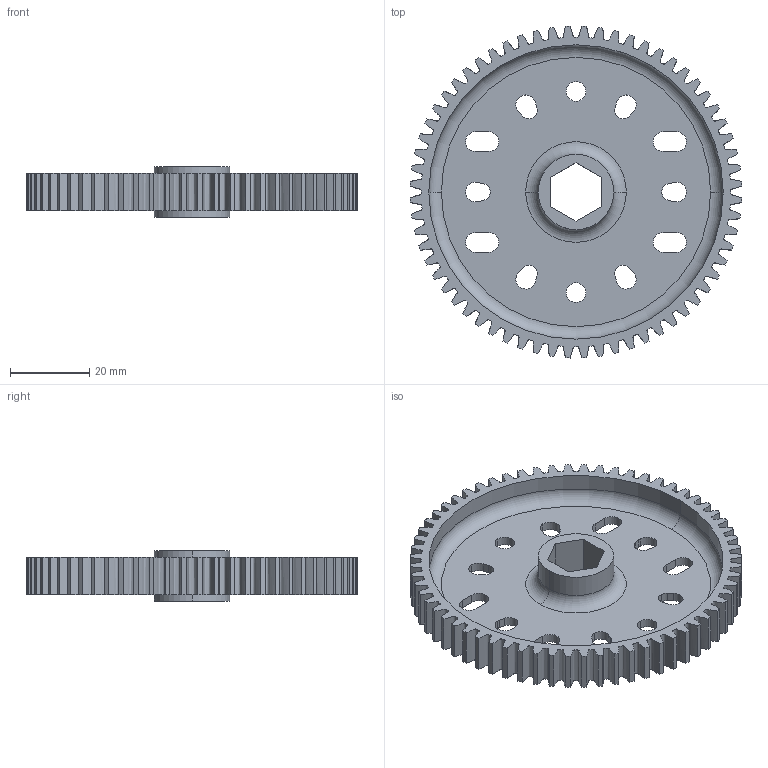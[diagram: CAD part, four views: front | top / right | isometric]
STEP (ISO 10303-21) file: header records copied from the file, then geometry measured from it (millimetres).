
FILE_DESCRIPTION (( 'STEP AP214' ), '1' );
FILE_NAME ('WCP-1149 Rev1.step', '2023-12-13T23:20:37', ( '' ), ( '' ), 'SwSTEP 2.0', 'SolidWorks 2022', '' );
FILE_SCHEMA (( 'AUTOMOTIVE_DESIGN' ));
Length unit declared in the file: inch
Products named in the file (1): WCP-1149 Rev1
Bounding box: 83.77 x 83.77 x 12.65 mm (x, y, z)
Volume: 20444.3 mm3; surface area: 17327.2 mm2
Topology: 1 solids, 1 shells, 354 faces, 995 edges, 662 vertices
Faces by surface type: plane 143, bspline 104, cylinder 103, torus 4
Entity records: 33121 total; most frequent: CARTESIAN_POINT 24388, ORIENTED_EDGE 1990, DIRECTION 1503, EDGE_CURVE 995, VERTEX_POINT 662, LINE 573, VECTOR 573, AXIS2_PLACEMENT_3D 465
